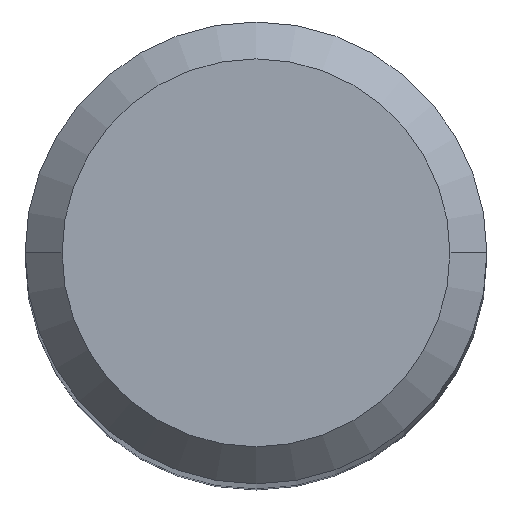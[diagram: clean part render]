
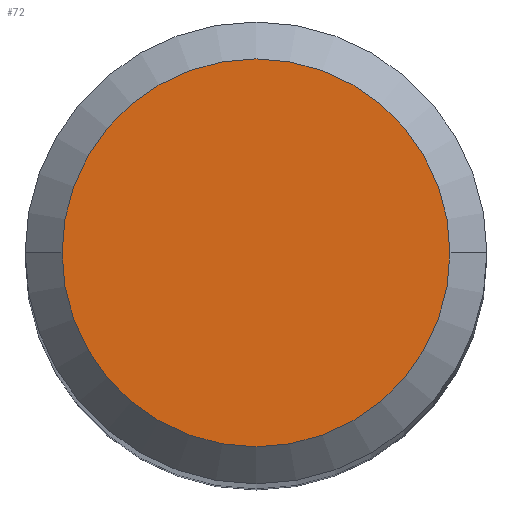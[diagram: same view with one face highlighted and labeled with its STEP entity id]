
A CAD part, top view. The second image highlights one B-rep face of the part: STEP entity #72.
In plain terms, the highlighted planar face has unit normal (0, 0, 1).
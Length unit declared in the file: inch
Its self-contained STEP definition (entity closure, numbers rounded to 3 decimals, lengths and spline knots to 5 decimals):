
#14 = DIRECTION ( 'NONE',  ( 0., 0., 1. ) ) ;
#15 = CARTESIAN_POINT ( 'NONE',  ( -0.07875, 0., 1.5 ) ) ;
#19 = FACE_OUTER_BOUND ( 'NONE', #282, .T. ) ;
#20 = AXIS2_PLACEMENT_3D ( 'NONE', #62, #156, #202 ) ;
#24 = EDGE_CURVE ( 'NONE', #117, #58, #143, .T. ) ;
#25 = AXIS2_PLACEMENT_3D ( 'NONE', #178, #163, #180 ) ;
#58 = VERTEX_POINT ( 'NONE', #267 ) ;
#62 = CARTESIAN_POINT ( 'NONE',  ( 0., 0., 1.5 ) ) ;
#72 = ADVANCED_FACE ( 'NONE', ( #19 ), #204, .T. ) ;
#103 = ORIENTED_EDGE ( 'NONE', *, *, #190, .T. ) ;
#106 = DIRECTION ( 'NONE',  ( 1., 0., 0. ) ) ;
#117 = VERTEX_POINT ( 'NONE', #15 ) ;
#127 = AXIS2_PLACEMENT_3D ( 'NONE', #217, #14, #106 ) ;
#129 = ORIENTED_EDGE ( 'NONE', *, *, #24, .T. ) ;
#143 = CIRCLE ( 'NONE', #127, 0.07875 ) ;
#156 = DIRECTION ( 'NONE',  ( 0., 0., 1. ) ) ;
#163 = DIRECTION ( 'NONE',  ( 0., 0., 1. ) ) ;
#178 = CARTESIAN_POINT ( 'NONE',  ( 0., 0., 1.5 ) ) ;
#180 = DIRECTION ( 'NONE',  ( 1., 0., 0. ) ) ;
#190 = EDGE_CURVE ( 'NONE', #58, #117, #253, .T. ) ;
#202 = DIRECTION ( 'NONE',  ( 1., 0., 0. ) ) ;
#204 = PLANE ( 'NONE',  #20 ) ;
#217 = CARTESIAN_POINT ( 'NONE',  ( 0., 0., 1.5 ) ) ;
#253 = CIRCLE ( 'NONE', #25, 0.07875 ) ;
#267 = CARTESIAN_POINT ( 'NONE',  ( 0.07875, 0., 1.5 ) ) ;
#282 = EDGE_LOOP ( 'NONE', ( #129, #103 ) ) ;
